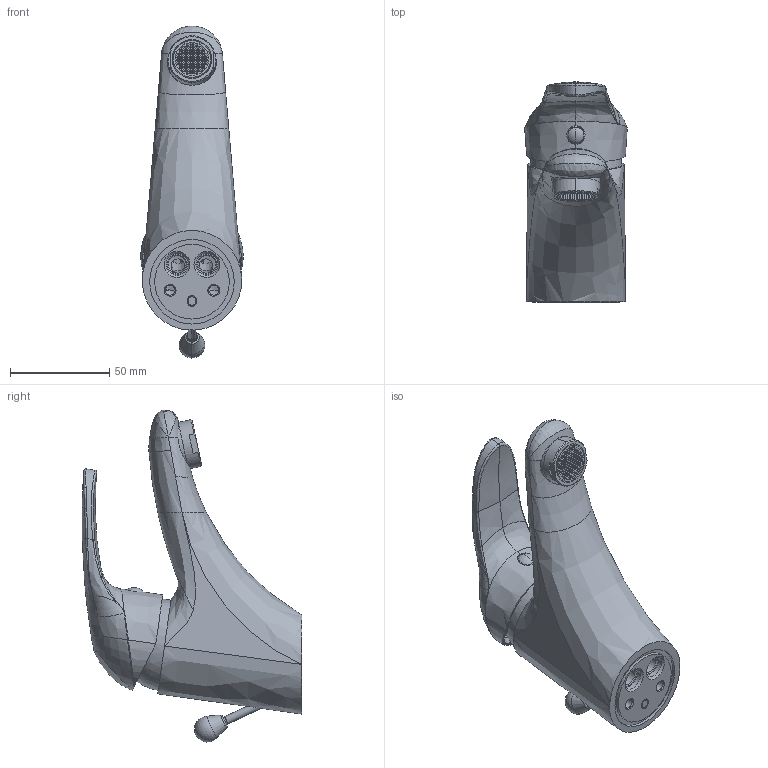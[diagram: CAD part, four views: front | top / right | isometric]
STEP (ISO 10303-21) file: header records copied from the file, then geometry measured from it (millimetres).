
FILE_DESCRIPTION((''),'2;1');
FILE_NAME('ND075CR_ASM','2021-04-12T11:04:55',('ut3'),('PAFFONI SpA'),'CREO PARAMETRIC BY PTC INC, 2020044','CREO PARAMETRIC BY PTC INC, 2020044','');
FILE_SCHEMA(('CONFIG_CONTROL_DESIGN','SHAPE_APPEARANCE_LAYERS_GROUPS'));
Products named in the file (21): 3021151TOSA_AF0; 4071078_CORPO; 4071078_ROTAZIONE; 4071078_ASTA; 4071078_FONDELLO; 4071078_GHIERA; 4071078_ASM; 2041064GR; 2081103CR; 4061135CR; 2051063GR; 2091120; CORPO_AERATORE; CARTUCCIA_AERATORE; GUARNIZIONE_AERATORE; 2051017CR_ASM; ASTA_PINGUINO_AF0; POMOLO_ASTA_PINGUINO; 2091037_AF0; 4071219CR_AF0_ASM; ND075CR_ASM
Assembly tree (20 placements, depth 3):
  ND075CR_ASM
    3021151TOSA_AF0
    4071078_ASM
      4071078_CORPO
      4071078_ROTAZIONE
      4071078_ASTA
      4071078_FONDELLO
      4071078_GHIERA
    2041064GR
    2081103CR
    4061135CR
    2051063GR
    2091120
    2051017CR_ASM
      CORPO_AERATORE
      CARTUCCIA_AERATORE
      GUARNIZIONE_AERATORE
    4071219CR_AF0_ASM
      ASTA_PINGUINO_AF0
      POMOLO_ASTA_PINGUINO
      2091037_AF0
Bounding box: 51.54 x 110.45 x 166.87 mm (x, y, z)
Volume: 237305.1 mm3; surface area: 92012 mm2
Topology: 18 solids, 30 shells, 2937 faces, 8268 edges, 5348 vertices
Faces by surface type: plane 2058, cylinder 462, torus 173, bspline 105, cone 100, sphere 35, extrusion 4
Entity records: 117345 total; most frequent: CARTESIAN_POINT 26980, ORIENTED_EDGE 16388, DIRECTION 15870, EDGE_CURVE 8218, AXIS2_PLACEMENT_3D 5354, VERTEX_POINT 5348, VECTOR 5162, LINE 5158
